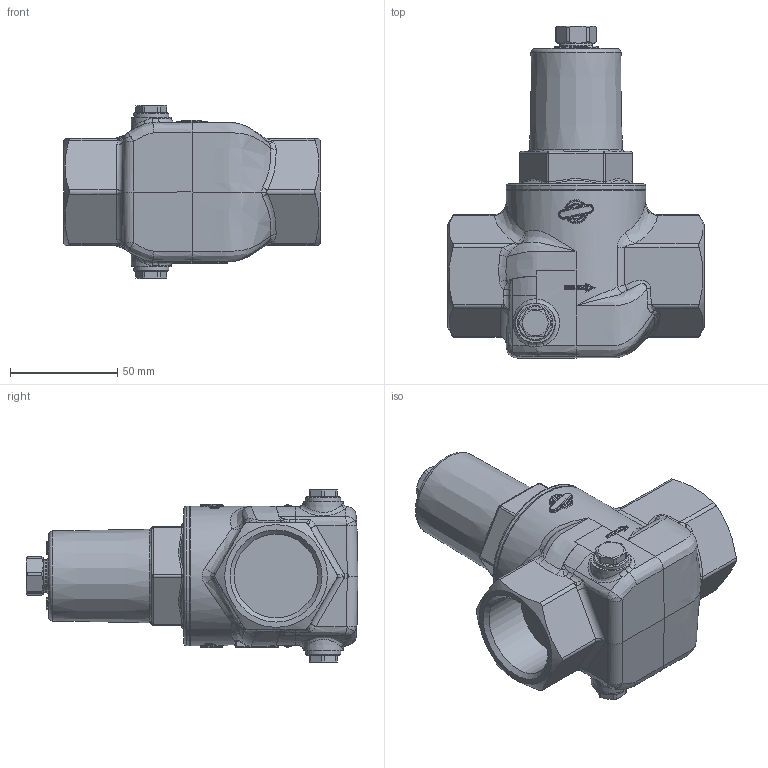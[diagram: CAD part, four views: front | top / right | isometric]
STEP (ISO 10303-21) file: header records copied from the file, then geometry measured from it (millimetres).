
FILE_DESCRIPTION(/* description */ (''),/* implementation_level */ '2;1');
FILE_NAME(/* name */ '073205-000A0.stp',/* time_stamp */ '2022-07-07T15:48:04+02:00',/* author */ ('junkers'),/* organization */ (''),/* preprocessor_version */ 'ST-DEVELOPER v19',/* originating_system */ 'Autodesk Inventor 2023',/* authorisation */ '');
FILE_SCHEMA (('AUTOMOTIVE_DESIGN { 1 0 10303 214 3 1 1 }'));
Length unit declared in the file: millimetre
Products named in the file (1): 073205-step
Bounding box: 120 x 155.05 x 81 mm (x, y, z)
Volume: 469559.9 mm3; surface area: 51529.1 mm2
Topology: 1 solids, 1 shells, 765 faces, 1994 edges, 1247 vertices
Faces by surface type: bspline 396, plane 180, cylinder 111, cone 35, torus 29, sphere 14
Full cylindrical faces by diameter (mm): 2 x1, 10 x1, 10.2 x1, 15 x1, 16.5 x2, 39 x2, 60 x1, 65 x1
Entity records: 39214 total; most frequent: CARTESIAN_POINT 23600, ORIENTED_EDGE 3970, DIRECTION 2076, EDGE_CURVE 1985, VERTEX_POINT 1247, B_SPLINE_CURVE_WITH_KNOTS 1065, AXIS2_PLACEMENT_3D 834, EDGE_LOOP 790
